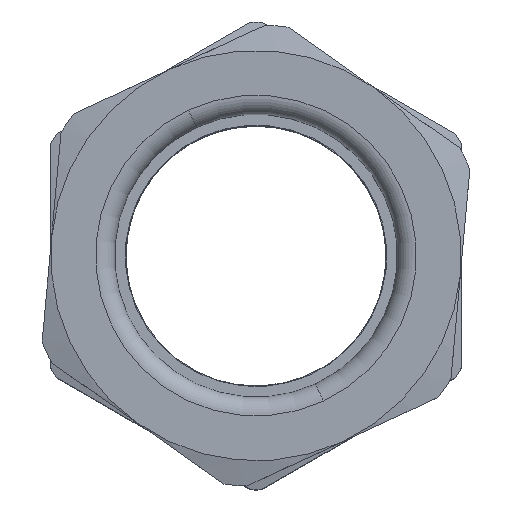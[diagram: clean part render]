
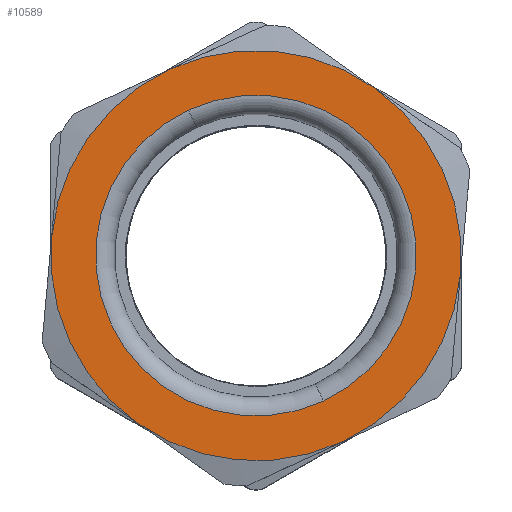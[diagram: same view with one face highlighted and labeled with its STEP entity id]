
A CAD part, top view. The second image highlights one B-rep face of the part: STEP entity #10589.
In plain terms, the highlighted face is planar.
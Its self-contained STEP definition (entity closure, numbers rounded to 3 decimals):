
#102 = CARTESIAN_POINT ( 'NONE',  ( 0., 6., 32.5 ) ) ;
#119 = ORIENTED_EDGE ( 'NONE', *, *, #11236, .T. ) ;
#409 = VERTEX_POINT ( 'NONE', #10832 ) ;
#822 = EDGE_CURVE ( 'NONE', #10512, #8225, #19556, .T. ) ;
#878 = CARTESIAN_POINT ( 'NONE',  ( 0., 6., 0. ) ) ;
#1891 = CIRCLE ( 'NONE', #19470, 32.5 ) ;
#2346 = DIRECTION ( 'NONE',  ( 0., 0., -1. ) ) ;
#2598 = CARTESIAN_POINT ( 'NONE',  ( 0., 6., 0. ) ) ;
#3267 = AXIS2_PLACEMENT_3D ( 'NONE', #27943, #28243, #16467 ) ;
#3989 = CARTESIAN_POINT ( 'NONE',  ( 0., 6., -25.4 ) ) ;
#4261 = AXIS2_PLACEMENT_3D ( 'NONE', #16659, #7077, #2346 ) ;
#4629 = VERTEX_POINT ( 'NONE', #102 ) ;
#4632 = DIRECTION ( 'NONE',  ( 0., 0., 1. ) ) ;
#5081 = ORIENTED_EDGE ( 'NONE', *, *, #15849, .F. ) ;
#5115 = DIRECTION ( 'NONE',  ( 0., -1., 0. ) ) ;
#5736 = CARTESIAN_POINT ( 'NONE',  ( 0., 6., -32.5 ) ) ;
#6128 = ORIENTED_EDGE ( 'NONE', *, *, #9105, .F. ) ;
#6438 = CARTESIAN_POINT ( 'NONE',  ( 0., 6., 0. ) ) ;
#6540 = VERTEX_POINT ( 'NONE', #9608 ) ;
#6542 = FACE_BOUND ( 'NONE', #22238, .T. ) ;
#6920 = CIRCLE ( 'NONE', #26995, 32.5 ) ;
#7077 = DIRECTION ( 'NONE',  ( 0., -1., 0. ) ) ;
#7185 = ORIENTED_EDGE ( 'NONE', *, *, #16689, .F. ) ;
#7755 = EDGE_LOOP ( 'NONE', ( #27862, #7185, #18009, #6128, #29081, #5081 ) ) ;
#8225 = VERTEX_POINT ( 'NONE', #3989 ) ;
#8337 = CIRCLE ( 'NONE', #26895, 25.4 ) ;
#8442 = DIRECTION ( 'NONE',  ( 0., -1., 0. ) ) ;
#8447 = AXIS2_PLACEMENT_3D ( 'NONE', #14148, #28729, #16796 ) ;
#9105 = EDGE_CURVE ( 'NONE', #24480, #13405, #17813, .T. ) ;
#9146 = DIRECTION ( 'NONE',  ( 0., -1., 0. ) ) ;
#9513 = EDGE_CURVE ( 'NONE', #4629, #6540, #19859, .T. ) ;
#9608 = CARTESIAN_POINT ( 'NONE',  ( -28.146, 6., 16.25 ) ) ;
#10512 = VERTEX_POINT ( 'NONE', #17863 ) ;
#10589 = ADVANCED_FACE ( 'NONE', ( #6542, #14245 ), #26171, .T. ) ;
#10832 = CARTESIAN_POINT ( 'NONE',  ( -28.146, 6., -16.25 ) ) ;
#11037 = DIRECTION ( 'NONE',  ( 0., 0., 1. ) ) ;
#11236 = EDGE_CURVE ( 'NONE', #8225, #10512, #8337, .T. ) ;
#12142 = EDGE_CURVE ( 'NONE', #13405, #28993, #22913, .T. ) ;
#13405 = VERTEX_POINT ( 'NONE', #21326 ) ;
#14148 = CARTESIAN_POINT ( 'NONE',  ( 0., 6., 0. ) ) ;
#14245 = FACE_OUTER_BOUND ( 'NONE', #7755, .T. ) ;
#14561 = DIRECTION ( 'NONE',  ( 0., 0., 1. ) ) ;
#14861 = EDGE_CURVE ( 'NONE', #409, #24480, #6920, .T. ) ;
#15849 = EDGE_CURVE ( 'NONE', #6540, #409, #1891, .T. ) ;
#16129 = CARTESIAN_POINT ( 'NONE',  ( 0., 6., 0. ) ) ;
#16133 = CARTESIAN_POINT ( 'NONE',  ( 0., 6., 0. ) ) ;
#16467 = DIRECTION ( 'NONE',  ( 0., 0., -1. ) ) ;
#16659 = CARTESIAN_POINT ( 'NONE',  ( 0., 6., 0. ) ) ;
#16689 = EDGE_CURVE ( 'NONE', #28993, #4629, #28020, .T. ) ;
#16796 = DIRECTION ( 'NONE',  ( 0., 0., -1. ) ) ;
#16849 = AXIS2_PLACEMENT_3D ( 'NONE', #16129, #25703, #4632 ) ;
#17813 = CIRCLE ( 'NONE', #4261, 32.5 ) ;
#17863 = CARTESIAN_POINT ( 'NONE',  ( 0., 6., 25.4 ) ) ;
#18009 = ORIENTED_EDGE ( 'NONE', *, *, #12142, .F. ) ;
#19062 = AXIS2_PLACEMENT_3D ( 'NONE', #2598, #28995, #14561 ) ;
#19470 = AXIS2_PLACEMENT_3D ( 'NONE', #6438, #21348, #23706 ) ;
#19556 = CIRCLE ( 'NONE', #19062, 25.4 ) ;
#19859 = CIRCLE ( 'NONE', #3267, 32.5 ) ;
#20142 = CARTESIAN_POINT ( 'NONE',  ( 28.146, 6., 16.25 ) ) ;
#21326 = CARTESIAN_POINT ( 'NONE',  ( 28.146, 6., -16.25 ) ) ;
#21348 = DIRECTION ( 'NONE',  ( 0., -1., 0. ) ) ;
#22133 = ORIENTED_EDGE ( 'NONE', *, *, #822, .T. ) ;
#22238 = EDGE_LOOP ( 'NONE', ( #22133, #119 ) ) ;
#22913 = CIRCLE ( 'NONE', #27418, 32.5 ) ;
#23194 = DIRECTION ( 'NONE',  ( 0., 0., -1. ) ) ;
#23706 = DIRECTION ( 'NONE',  ( 0., 0., -1. ) ) ;
#24140 = DIRECTION ( 'NONE',  ( 0., 0., -1. ) ) ;
#24480 = VERTEX_POINT ( 'NONE', #5736 ) ;
#25703 = DIRECTION ( 'NONE',  ( 0., 1., 0. ) ) ;
#26171 = PLANE ( 'NONE',  #16849 ) ;
#26895 = AXIS2_PLACEMENT_3D ( 'NONE', #30816, #9146, #11037 ) ;
#26995 = AXIS2_PLACEMENT_3D ( 'NONE', #16133, #8442, #23194 ) ;
#27418 = AXIS2_PLACEMENT_3D ( 'NONE', #878, #5115, #24140 ) ;
#27862 = ORIENTED_EDGE ( 'NONE', *, *, #9513, .F. ) ;
#27943 = CARTESIAN_POINT ( 'NONE',  ( 0., 6., 0. ) ) ;
#28020 = CIRCLE ( 'NONE', #8447, 32.5 ) ;
#28243 = DIRECTION ( 'NONE',  ( 0., -1., 0. ) ) ;
#28729 = DIRECTION ( 'NONE',  ( 0., -1., 0. ) ) ;
#28993 = VERTEX_POINT ( 'NONE', #20142 ) ;
#28995 = DIRECTION ( 'NONE',  ( 0., -1., 0. ) ) ;
#29081 = ORIENTED_EDGE ( 'NONE', *, *, #14861, .F. ) ;
#30816 = CARTESIAN_POINT ( 'NONE',  ( 0., 6., 0. ) ) ;
